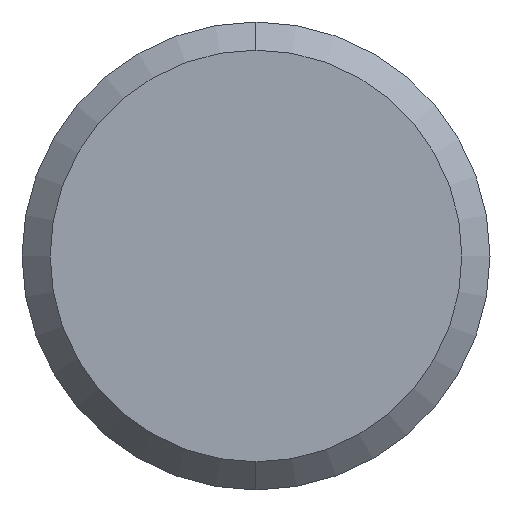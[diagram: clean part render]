
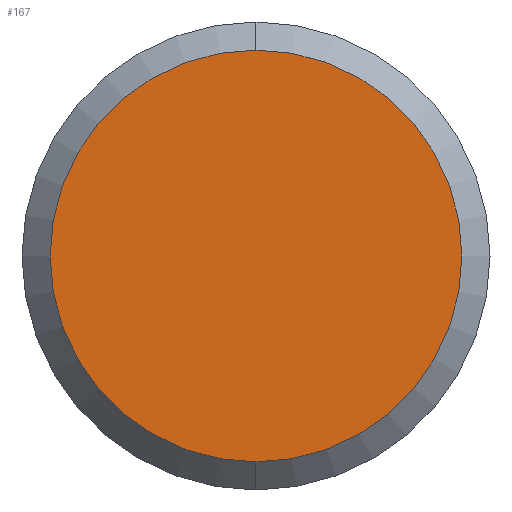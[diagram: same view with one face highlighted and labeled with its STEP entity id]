
A CAD part, left-side view. The second image highlights one B-rep face of the part: STEP entity #167.
In plain terms, the highlighted planar face has unit normal (-1, 0, 0).
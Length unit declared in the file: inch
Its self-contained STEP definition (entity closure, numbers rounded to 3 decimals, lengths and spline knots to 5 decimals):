
#37 = VERTEX_POINT ( 'NONE', #400 ) ;
#51 = CARTESIAN_POINT ( 'NONE',  ( 0., 0., 0. ) ) ;
#59 = EDGE_LOOP ( 'NONE', ( #198, #383 ) ) ;
#67 = FACE_OUTER_BOUND ( 'NONE', #59, .T. ) ;
#71 = CARTESIAN_POINT ( 'NONE',  ( 0., 0., 0.10985 ) ) ;
#88 = CIRCLE ( 'NONE', #189, 0.10985 ) ;
#124 = CARTESIAN_POINT ( 'NONE',  ( 0., 0., 0. ) ) ;
#127 = DIRECTION ( 'NONE',  ( -1., 0., 0. ) ) ;
#138 = DIRECTION ( 'NONE',  ( 0., 0., -1. ) ) ;
#146 = PLANE ( 'NONE',  #196 ) ;
#152 = DIRECTION ( 'NONE',  ( 0., 0., -1. ) ) ;
#167 = ADVANCED_FACE ( 'NONE', ( #67 ), #146, .F. ) ;
#169 = DIRECTION ( 'NONE',  ( 1., 0., 0. ) ) ;
#180 = CARTESIAN_POINT ( 'NONE',  ( 0., 0., 0. ) ) ;
#183 = DIRECTION ( 'NONE',  ( -1., 0., 0. ) ) ;
#186 = DIRECTION ( 'NONE',  ( 0., 0., -1. ) ) ;
#189 = AXIS2_PLACEMENT_3D ( 'NONE', #124, #127, #138 ) ;
#196 = AXIS2_PLACEMENT_3D ( 'NONE', #51, #169, #152 ) ;
#198 = ORIENTED_EDGE ( 'NONE', *, *, #438, .T. ) ;
#303 = VERTEX_POINT ( 'NONE', #71 ) ;
#383 = ORIENTED_EDGE ( 'NONE', *, *, #416, .T. ) ;
#400 = CARTESIAN_POINT ( 'NONE',  ( 0., 0., -0.10985 ) ) ;
#416 = EDGE_CURVE ( 'NONE', #303, #37, #88, .T. ) ;
#438 = EDGE_CURVE ( 'NONE', #37, #303, #496, .T. ) ;
#449 = AXIS2_PLACEMENT_3D ( 'NONE', #180, #183, #186 ) ;
#496 = CIRCLE ( 'NONE', #449, 0.10985 ) ;
